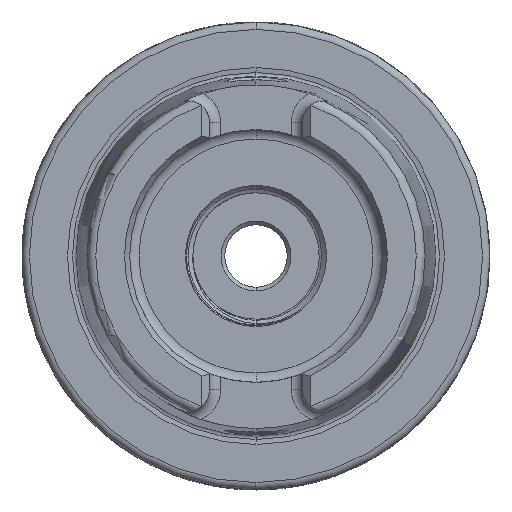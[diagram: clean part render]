
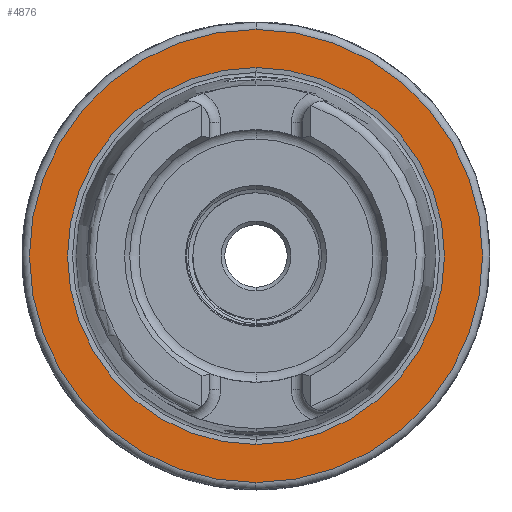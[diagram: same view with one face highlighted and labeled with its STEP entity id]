
A CAD part, left-side view. The second image highlights one B-rep face of the part: STEP entity #4876.
In plain terms, the highlighted planar face has unit normal (-1, 0, 0).
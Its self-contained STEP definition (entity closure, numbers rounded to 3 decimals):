
#1526 = CIRCLE ( 'NONE', #25683, 30.5 ) ;
#1561 = CIRCLE ( 'NONE', #25548, 25.369 ) ;
#4876 = ADVANCED_FACE ( 'NONE', ( #6733, #6739 ), #34266, .T. ) ;
#6733 = FACE_OUTER_BOUND ( 'NONE', #11958, .T. ) ;
#6739 = FACE_BOUND ( 'NONE', #11938, .T. ) ;
#7485 = EDGE_CURVE ( 'NONE', #36659, #36603, #14668, .T. ) ;
#7511 = EDGE_CURVE ( 'NONE', #36589, #36587, #14661, .T. ) ;
#9064 = ORIENTED_EDGE ( 'NONE', *, *, #7485, .T. ) ;
#9140 = ORIENTED_EDGE ( 'NONE', *, *, #22157, .T. ) ;
#9190 = ORIENTED_EDGE ( 'NONE', *, *, #7511, .T. ) ;
#9193 = ORIENTED_EDGE ( 'NONE', *, *, #22148, .T. ) ;
#11938 = EDGE_LOOP ( 'NONE', ( #9193, #9190 ) ) ;
#11958 = EDGE_LOOP ( 'NONE', ( #9140, #9064 ) ) ;
#14661 = CIRCLE ( 'NONE', #26436, 25.369 ) ;
#14668 = CIRCLE ( 'NONE', #26416, 30.5 ) ;
#22148 = EDGE_CURVE ( 'NONE', #36587, #36589, #1561, .T. ) ;
#22157 = EDGE_CURVE ( 'NONE', #36603, #36659, #1526, .T. ) ;
#23141 = CARTESIAN_POINT ( 'NONE',  ( 0., 0., 30.5 ) ) ;
#23151 = CARTESIAN_POINT ( 'NONE',  ( 0., 0., 25.369 ) ) ;
#23160 = CARTESIAN_POINT ( 'NONE',  ( 0., 0., -25.369 ) ) ;
#23249 = CARTESIAN_POINT ( 'NONE',  ( 0., 0., -30.5 ) ) ;
#25548 = AXIS2_PLACEMENT_3D ( 'NONE', #31538, #31539, #31540 ) ;
#25683 = AXIS2_PLACEMENT_3D ( 'NONE', #31595, #31575, #31577 ) ;
#26416 = AXIS2_PLACEMENT_3D ( 'NONE', #30819, #30814, #30815 ) ;
#26436 = AXIS2_PLACEMENT_3D ( 'NONE', #31110, #31065, #31108 ) ;
#30814 = DIRECTION ( 'NONE',  ( -1., 0., 0. ) ) ;
#30815 = DIRECTION ( 'NONE',  ( 0., 0., 1. ) ) ;
#30819 = CARTESIAN_POINT ( 'NONE',  ( 0., 0., 0. ) ) ;
#31065 = DIRECTION ( 'NONE',  ( 1., 0., 0. ) ) ;
#31108 = DIRECTION ( 'NONE',  ( 0., 0., -1. ) ) ;
#31110 = CARTESIAN_POINT ( 'NONE',  ( 0., 0., 0. ) ) ;
#31538 = CARTESIAN_POINT ( 'NONE',  ( 0., 0., 0. ) ) ;
#31539 = DIRECTION ( 'NONE',  ( 1., 0., 0. ) ) ;
#31540 = DIRECTION ( 'NONE',  ( 0., 0., -1. ) ) ;
#31575 = DIRECTION ( 'NONE',  ( -1., 0., 0. ) ) ;
#31577 = DIRECTION ( 'NONE',  ( 0., 0., 1. ) ) ;
#31595 = CARTESIAN_POINT ( 'NONE',  ( 0., 0., 0. ) ) ;
#34229 = DIRECTION ( 'NONE',  ( -1., 0., 0. ) ) ;
#34258 = CARTESIAN_POINT ( 'NONE',  ( 0., 25.369, 0. ) ) ;
#34266 = PLANE ( 'NONE',  #34967 ) ;
#34268 = DIRECTION ( 'NONE',  ( 0., 0., 1. ) ) ;
#34967 = AXIS2_PLACEMENT_3D ( 'NONE', #34258, #34229, #34268 ) ;
#36587 = VERTEX_POINT ( 'NONE', #23151 ) ;
#36589 = VERTEX_POINT ( 'NONE', #23160 ) ;
#36603 = VERTEX_POINT ( 'NONE', #23141 ) ;
#36659 = VERTEX_POINT ( 'NONE', #23249 ) ;
